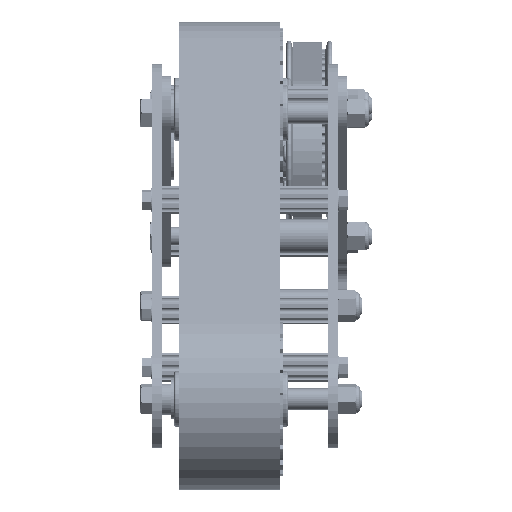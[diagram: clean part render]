
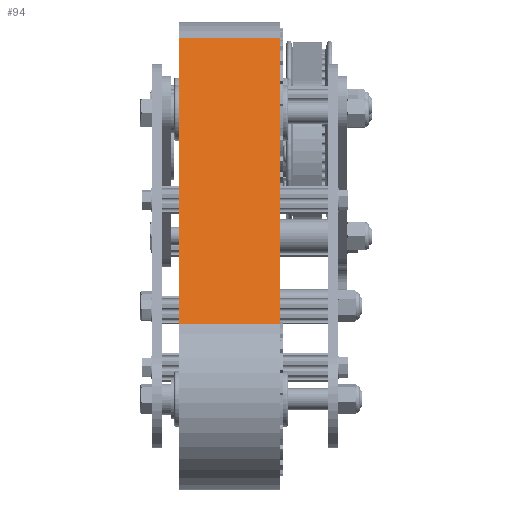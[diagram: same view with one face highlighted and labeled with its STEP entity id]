
A CAD part, left-side view. The second image highlights one B-rep face of the part: STEP entity #94.
In plain terms, the highlighted planar face has unit normal (-0.559, 0, 0.829).
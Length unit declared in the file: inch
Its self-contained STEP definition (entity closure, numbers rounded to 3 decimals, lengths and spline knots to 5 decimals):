
#94 = ADVANCED_FACE ( 'NONE', ( #39894 ), #73911, .F. ) ;
#2543 = VECTOR ( 'NONE', #67107, 39.37008 ) ;
#9146 = LINE ( 'NONE', #43175, #9563 ) ;
#9563 = VECTOR ( 'NONE', #77204, 39.37008 ) ;
#12936 = DIRECTION ( 'NONE',  ( 0., -1., 0. ) ) ;
#16130 = LINE ( 'NONE', #50145, #109884 ) ;
#18584 = VERTEX_POINT ( 'NONE', #49017 ) ;
#23784 = AXIS2_PLACEMENT_3D ( 'NONE', #107948, #31502, #65520 ) ;
#25461 = VERTEX_POINT ( 'NONE', #27444 ) ;
#27444 = CARTESIAN_POINT ( 'NONE',  ( -28.81818, 0., -6.7762 ) ) ;
#31502 = DIRECTION ( 'NONE',  ( 0.559, 0., -0.829 ) ) ;
#33104 = CARTESIAN_POINT ( 'NONE',  ( -28.81818, 0., -6.7762 ) ) ;
#38365 = ORIENTED_EDGE ( 'NONE', *, *, #44334, .F. ) ;
#39894 = FACE_OUTER_BOUND ( 'NONE', #103942, .T. ) ;
#43175 = CARTESIAN_POINT ( 'NONE',  ( -28.81818, 2.05, -6.7762 ) ) ;
#44334 = EDGE_CURVE ( 'NONE', #108309, #74879, #9146, .T. ) ;
#46481 = EDGE_CURVE ( 'NONE', #25461, #18584, #109558, .T. ) ;
#48109 = CARTESIAN_POINT ( 'NONE',  ( -20.21691, 2.05, -0.97457 ) ) ;
#49017 = CARTESIAN_POINT ( 'NONE',  ( -20.21691, 0., -0.97457 ) ) ;
#50145 = CARTESIAN_POINT ( 'NONE',  ( -28.81818, 2.05, -6.7762 ) ) ;
#55288 = LINE ( 'NONE', #89341, #77957 ) ;
#56115 = EDGE_CURVE ( 'NONE', #108309, #25461, #16130, .T. ) ;
#65520 = DIRECTION ( 'NONE',  ( -0.829, 0., -0.559 ) ) ;
#67107 = DIRECTION ( 'NONE',  ( 0.829, 0., 0.559 ) ) ;
#73152 = ORIENTED_EDGE ( 'NONE', *, *, #56115, .T. ) ;
#73911 = PLANE ( 'NONE',  #23784 ) ;
#74879 = VERTEX_POINT ( 'NONE', #48109 ) ;
#75674 = ORIENTED_EDGE ( 'NONE', *, *, #79491, .F. ) ;
#77204 = DIRECTION ( 'NONE',  ( 0.829, 0., 0.559 ) ) ;
#77957 = VECTOR ( 'NONE', #12936, 39.37008 ) ;
#79128 = CARTESIAN_POINT ( 'NONE',  ( -28.81818, 2.05, -6.7762 ) ) ;
#79491 = EDGE_CURVE ( 'NONE', #74879, #18584, #55288, .T. ) ;
#84184 = DIRECTION ( 'NONE',  ( 0., -1., 0. ) ) ;
#89341 = CARTESIAN_POINT ( 'NONE',  ( -20.21691, 2.05, -0.97457 ) ) ;
#103942 = EDGE_LOOP ( 'NONE', ( #109850, #75674, #38365, #73152 ) ) ;
#107948 = CARTESIAN_POINT ( 'NONE',  ( -28.81818, 2.05, -6.7762 ) ) ;
#108309 = VERTEX_POINT ( 'NONE', #79128 ) ;
#109558 = LINE ( 'NONE', #33104, #2543 ) ;
#109850 = ORIENTED_EDGE ( 'NONE', *, *, #46481, .T. ) ;
#109884 = VECTOR ( 'NONE', #84184, 39.37008 ) ;
